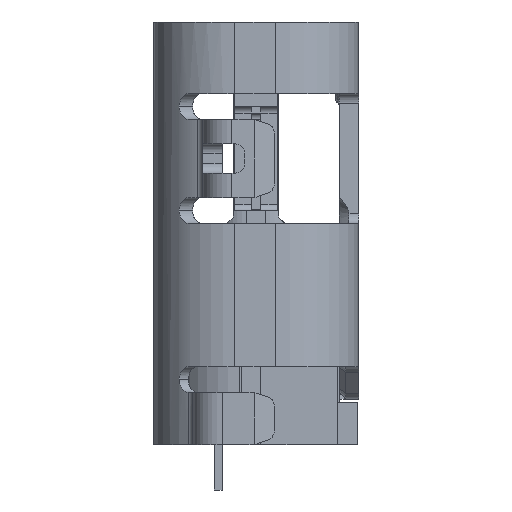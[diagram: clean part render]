
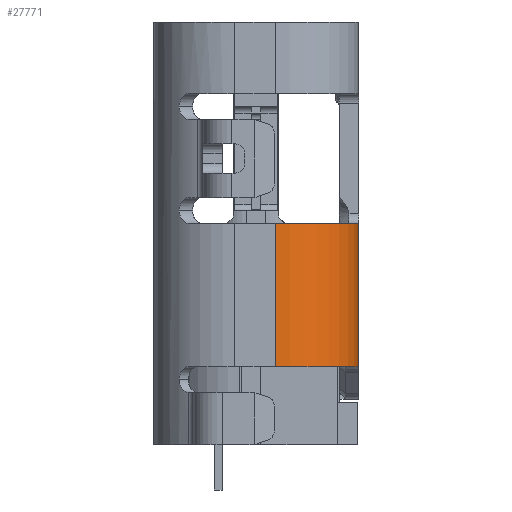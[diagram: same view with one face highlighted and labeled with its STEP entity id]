
A CAD part, left-side view. The second image highlights one B-rep face of the part: STEP entity #27771.
In plain terms, the highlighted cylindrical face has radius 1.28 mm (diameter 2.56 mm), a partial arc.
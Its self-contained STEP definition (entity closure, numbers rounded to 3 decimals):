
#395 = CARTESIAN_POINT ( 'NONE',  ( -3.19, -0.3, -5.3 ) ) ;
#738 = ORIENTED_EDGE ( 'NONE', *, *, #28627, .T. ) ;
#796 = CARTESIAN_POINT ( 'NONE',  ( -3.19, -1.58, -5.3 ) ) ;
#857 = DIRECTION ( 'NONE',  ( 0., 0., 1. ) ) ;
#1232 = DIRECTION ( 'NONE',  ( 0., 0., 1. ) ) ;
#1757 = AXIS2_PLACEMENT_3D ( 'NONE', #2142, #12413, #31632 ) ;
#2040 = VERTEX_POINT ( 'NONE', #16920 ) ;
#2142 = CARTESIAN_POINT ( 'NONE',  ( -3.19, -0.3, -3.1 ) ) ;
#4497 = CARTESIAN_POINT ( 'NONE',  ( -4.47, -0.3, -6.5 ) ) ;
#4747 = CYLINDRICAL_SURFACE ( 'NONE', #6905, 1.28 ) ;
#4898 = CIRCLE ( 'NONE', #1757, 1.28 ) ;
#5631 = CARTESIAN_POINT ( 'NONE',  ( -3.19, -1.58, -3.1 ) ) ;
#6905 = AXIS2_PLACEMENT_3D ( 'NONE', #24137, #17291, #9666 ) ;
#7603 = EDGE_CURVE ( 'NONE', #2040, #29427, #23884, .T. ) ;
#9243 = DIRECTION ( 'NONE',  ( 0., 0., -1. ) ) ;
#9666 = DIRECTION ( 'NONE',  ( 1., 0., 0. ) ) ;
#12413 = DIRECTION ( 'NONE',  ( 0., 0., -1. ) ) ;
#12793 = EDGE_CURVE ( 'NONE', #14944, #19930, #16065, .T. ) ;
#13355 = CARTESIAN_POINT ( 'NONE',  ( -4.47, -0.3, -5.3 ) ) ;
#14944 = VERTEX_POINT ( 'NONE', #796 ) ;
#16065 = LINE ( 'NONE', #23568, #16102 ) ;
#16102 = VECTOR ( 'NONE', #1232, 1000. ) ;
#16920 = CARTESIAN_POINT ( 'NONE',  ( -4.47, -0.3, -3.1 ) ) ;
#17291 = DIRECTION ( 'NONE',  ( 0., 0., 1. ) ) ;
#17953 = ORIENTED_EDGE ( 'NONE', *, *, #12793, .T. ) ;
#18184 = VECTOR ( 'NONE', #9243, 1000. ) ;
#19882 = AXIS2_PLACEMENT_3D ( 'NONE', #395, #857, #29908 ) ;
#19930 = VERTEX_POINT ( 'NONE', #5631 ) ;
#23568 = CARTESIAN_POINT ( 'NONE',  ( -3.19, -1.58, -6.5 ) ) ;
#23884 = LINE ( 'NONE', #4497, #18184 ) ;
#24137 = CARTESIAN_POINT ( 'NONE',  ( -3.19, -0.3, -6.5 ) ) ;
#25083 = CIRCLE ( 'NONE', #19882, 1.28 ) ;
#26008 = EDGE_CURVE ( 'NONE', #29427, #14944, #25083, .T. ) ;
#27442 = ORIENTED_EDGE ( 'NONE', *, *, #7603, .T. ) ;
#27705 = EDGE_LOOP ( 'NONE', ( #17953, #738, #27442, #29967 ) ) ;
#27771 = ADVANCED_FACE ( 'NONE', ( #31954 ), #4747, .T. ) ;
#28627 = EDGE_CURVE ( 'NONE', #19930, #2040, #4898, .T. ) ;
#29427 = VERTEX_POINT ( 'NONE', #13355 ) ;
#29908 = DIRECTION ( 'NONE',  ( 1., 0., 0. ) ) ;
#29967 = ORIENTED_EDGE ( 'NONE', *, *, #26008, .T. ) ;
#31632 = DIRECTION ( 'NONE',  ( 1., 0., 0. ) ) ;
#31954 = FACE_OUTER_BOUND ( 'NONE', #27705, .T. ) ;
